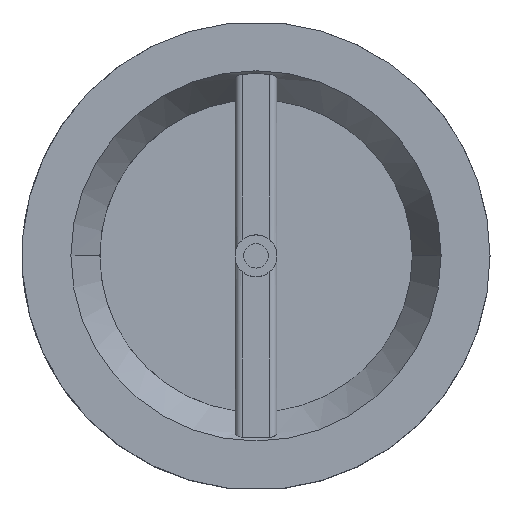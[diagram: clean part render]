
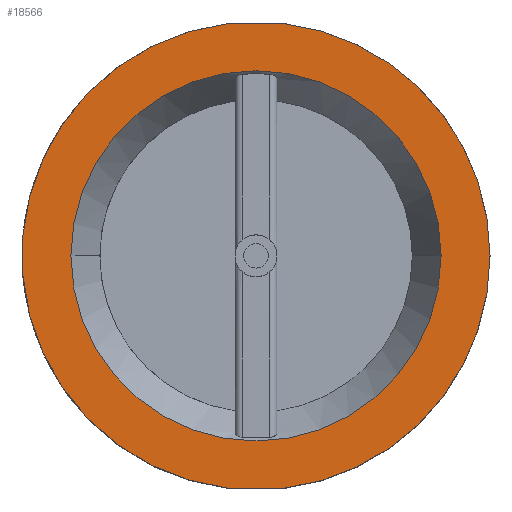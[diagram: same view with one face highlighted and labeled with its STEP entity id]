
A CAD part, top view. The second image highlights one B-rep face of the part: STEP entity #18566.
In plain terms, the highlighted planar face has unit normal (0, 0, 1).
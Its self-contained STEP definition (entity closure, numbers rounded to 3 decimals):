
#5714 = CARTESIAN_POINT ( 'NONE',  ( 134., 0., 0. ) ) ;
#6107 = DIRECTION ( 'NONE',  ( 1., 0., 0. ) ) ;
#6108 = DIRECTION ( 'NONE',  ( 0., 0., 1. ) ) ;
#6109 = CARTESIAN_POINT ( 'NONE',  ( 0., 0., 0. ) ) ;
#6110 = AXIS2_PLACEMENT_3D ( 'NONE', #6109, #6108, #6107 ) ;
#6111 = CIRCLE ( 'NONE', #6110, 134. ) ;
#6158 = CARTESIAN_POINT ( 'NONE',  ( 16.34, -133., 0. ) ) ;
#6494 = DIRECTION ( 'NONE',  ( 1., 0., 0. ) ) ;
#6495 = DIRECTION ( 'NONE',  ( 0., 0., 1. ) ) ;
#6496 = CARTESIAN_POINT ( 'NONE',  ( 0., 0., 0. ) ) ;
#6497 = AXIS2_PLACEMENT_3D ( 'NONE', #6496, #6495, #6494 ) ;
#6498 = CIRCLE ( 'NONE', #6497, 134. ) ;
#6499 = CARTESIAN_POINT ( 'NONE',  ( 16.34, 133., 0. ) ) ;
#6710 = DIRECTION ( 'NONE',  ( 1., 0., 0. ) ) ;
#6711 = DIRECTION ( 'NONE',  ( 0., 0., 1. ) ) ;
#6712 = CARTESIAN_POINT ( 'NONE',  ( 0., 0., 0. ) ) ;
#6713 = AXIS2_PLACEMENT_3D ( 'NONE', #6712, #6711, #6710 ) ;
#6714 = CIRCLE ( 'NONE', #6713, 134. ) ;
#6715 = DIRECTION ( 'NONE',  ( -1., 0., 0. ) ) ;
#6716 = DIRECTION ( 'NONE',  ( 0., 0., -1. ) ) ;
#6717 = CARTESIAN_POINT ( 'NONE',  ( -106., 0., 0. ) ) ;
#6718 = AXIS2_PLACEMENT_3D ( 'NONE', #6717, #6716, #6715 ) ;
#6719 = PLANE ( 'NONE',  #6718 ) ;
#6720 = FACE_BOUND ( 'NONE', #18586, .T. ) ;
#6721 = FACE_OUTER_BOUND ( 'NONE', #18567, .T. ) ;
#6722 = DIRECTION ( 'NONE',  ( 1., 0., 0. ) ) ;
#6723 = DIRECTION ( 'NONE',  ( 0., 0., 1. ) ) ;
#6724 = CARTESIAN_POINT ( 'NONE',  ( 0., 0., 0. ) ) ;
#6725 = AXIS2_PLACEMENT_3D ( 'NONE', #6724, #6723, #6722 ) ;
#6726 = CIRCLE ( 'NONE', #6725, 106. ) ;
#6750 = DIRECTION ( 'NONE',  ( 1., 0., 0. ) ) ;
#6751 = VECTOR ( 'NONE', #6750, 1000. ) ;
#6752 = CARTESIAN_POINT ( 'NONE',  ( -16.34, 133., 0. ) ) ;
#6753 = LINE ( 'NONE', #6752, #6751 ) ;
#6760 = DIRECTION ( 'NONE',  ( -1., 0., 0. ) ) ;
#6761 = VECTOR ( 'NONE', #6760, 1000. ) ;
#6762 = CARTESIAN_POINT ( 'NONE',  ( -16.34, -133., 0. ) ) ;
#6763 = LINE ( 'NONE', #6762, #6761 ) ;
#6768 = CARTESIAN_POINT ( 'NONE',  ( -16.34, -133., 0. ) ) ;
#6769 = CARTESIAN_POINT ( 'NONE',  ( -16.34, 133., 0. ) ) ;
#16278 = CARTESIAN_POINT ( 'NONE',  ( -106., 0., 0. ) ) ;
#16394 = DIRECTION ( 'NONE',  ( 1., 0., 0. ) ) ;
#16395 = DIRECTION ( 'NONE',  ( 0., 0., 1. ) ) ;
#16396 = CARTESIAN_POINT ( 'NONE',  ( 0., 0., 0. ) ) ;
#16397 = AXIS2_PLACEMENT_3D ( 'NONE', #16396, #16395, #16394 ) ;
#16412 = CIRCLE ( 'NONE', #16397, 106. ) ;
#16444 = CARTESIAN_POINT ( 'NONE',  ( 106., 0., 0. ) ) ;
#17551 = VERTEX_POINT ( 'NONE', #16278 ) ;
#17584 = EDGE_CURVE ( 'NONE', #17551, #17600, #16412, .T. ) ;
#17600 = VERTEX_POINT ( 'NONE', #16444 ) ;
#18237 = VERTEX_POINT ( 'NONE', #5714 ) ;
#18324 = EDGE_CURVE ( 'NONE', #18327, #18237, #6111, .T. ) ;
#18327 = VERTEX_POINT ( 'NONE', #6158 ) ;
#18464 = VERTEX_POINT ( 'NONE', #6499 ) ;
#18466 = EDGE_CURVE ( 'NONE', #18237, #18464, #6498, .T. ) ;
#18565 = EDGE_CURVE ( 'NONE', #17600, #17551, #6726, .T. ) ;
#18566 = ADVANCED_FACE ( 'NONE', ( #6721, #6720 ), #6719, .F. ) ;
#18567 = EDGE_LOOP ( 'NONE', ( #18568, #18574, #18578, #18581, #18583 ) ) ;
#18568 = ORIENTED_EDGE ( 'NONE', *, *, #18569, .T. ) ;
#18569 = EDGE_CURVE ( 'NONE', #18570, #18571, #6714, .T. ) ;
#18570 = VERTEX_POINT ( 'NONE', #6769 ) ;
#18571 = VERTEX_POINT ( 'NONE', #6768 ) ;
#18574 = ORIENTED_EDGE ( 'NONE', *, *, #18575, .F. ) ;
#18575 = EDGE_CURVE ( 'NONE', #18327, #18571, #6763, .T. ) ;
#18578 = ORIENTED_EDGE ( 'NONE', *, *, #18324, .T. ) ;
#18581 = ORIENTED_EDGE ( 'NONE', *, *, #18466, .T. ) ;
#18583 = ORIENTED_EDGE ( 'NONE', *, *, #18585, .F. ) ;
#18585 = EDGE_CURVE ( 'NONE', #18570, #18464, #6753, .T. ) ;
#18586 = EDGE_LOOP ( 'NONE', ( #18639, #18640 ) ) ;
#18639 = ORIENTED_EDGE ( 'NONE', *, *, #18565, .F. ) ;
#18640 = ORIENTED_EDGE ( 'NONE', *, *, #17584, .F. ) ;
